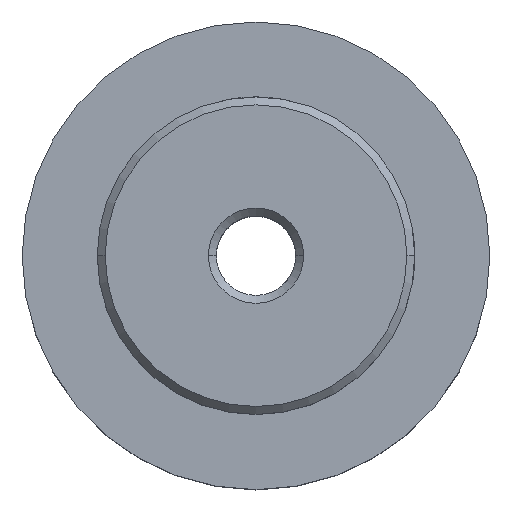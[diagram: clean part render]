
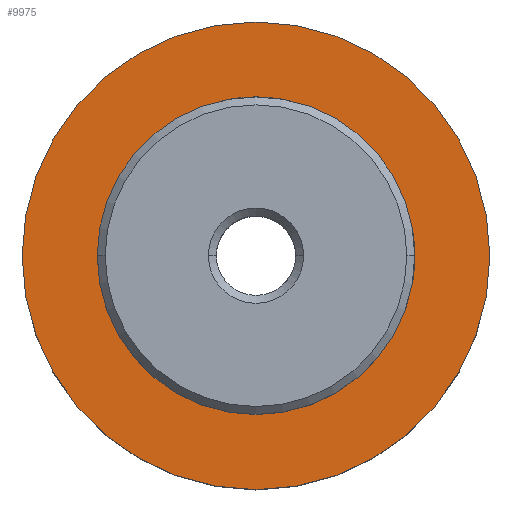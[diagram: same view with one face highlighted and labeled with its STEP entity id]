
A CAD part, top view. The second image highlights one B-rep face of the part: STEP entity #9975.
In plain terms, the highlighted planar face has unit normal (0, 0, 1).
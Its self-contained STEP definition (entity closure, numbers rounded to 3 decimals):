
#61 = AXIS2_PLACEMENT_3D ( 'NONE', #5743, #3290, #5710 ) ;
#425 = AXIS2_PLACEMENT_3D ( 'NONE', #7612, #3543, #5834 ) ;
#996 = DIRECTION ( 'NONE',  ( 1., 0., 0. ) ) ;
#1041 = AXIS2_PLACEMENT_3D ( 'NONE', #2399, #7180, #7328 ) ;
#1108 = AXIS2_PLACEMENT_3D ( 'NONE', #6851, #7822, #1240 ) ;
#1240 = DIRECTION ( 'NONE',  ( 1., 0., 0. ) ) ;
#2399 = CARTESIAN_POINT ( 'NONE',  ( 0., -12.7, 2.88 ) ) ;
#2627 = VERTEX_POINT ( 'NONE', #5456 ) ;
#3047 = CARTESIAN_POINT ( 'NONE',  ( 18.707, 0., 2.88 ) ) ;
#3290 = DIRECTION ( 'NONE',  ( 0., 0., 1. ) ) ;
#3367 = VERTEX_POINT ( 'NONE', #9889 ) ;
#3386 = EDGE_LOOP ( 'NONE', ( #5923, #3460 ) ) ;
#3460 = ORIENTED_EDGE ( 'NONE', *, *, #7922, .T. ) ;
#3543 = DIRECTION ( 'NONE',  ( 0., 0., 1. ) ) ;
#3568 = AXIS2_PLACEMENT_3D ( 'NONE', #5947, #6796, #996 ) ;
#4151 = ORIENTED_EDGE ( 'NONE', *, *, #5341, .F. ) ;
#5090 = FACE_OUTER_BOUND ( 'NONE', #3386, .T. ) ;
#5341 = EDGE_CURVE ( 'NONE', #2627, #3367, #8952, .T. ) ;
#5456 = CARTESIAN_POINT ( 'NONE',  ( -12.7, 0., 2.88 ) ) ;
#5710 = DIRECTION ( 'NONE',  ( 1., 0., 0. ) ) ;
#5743 = CARTESIAN_POINT ( 'NONE',  ( 0., 0., 2.88 ) ) ;
#5834 = DIRECTION ( 'NONE',  ( 1., 0., 0. ) ) ;
#5884 = VERTEX_POINT ( 'NONE', #10515 ) ;
#5885 = CIRCLE ( 'NONE', #1108, 12.7 ) ;
#5923 = ORIENTED_EDGE ( 'NONE', *, *, #7985, .T. ) ;
#5947 = CARTESIAN_POINT ( 'NONE',  ( 0., 0., 2.88 ) ) ;
#6079 = EDGE_CURVE ( 'NONE', #3367, #2627, #5885, .T. ) ;
#6238 = VERTEX_POINT ( 'NONE', #3047 ) ;
#6467 = PLANE ( 'NONE',  #1041 ) ;
#6796 = DIRECTION ( 'NONE',  ( 0., 0., 1. ) ) ;
#6851 = CARTESIAN_POINT ( 'NONE',  ( 0., 0., 2.88 ) ) ;
#7010 = FACE_BOUND ( 'NONE', #7323, .T. ) ;
#7180 = DIRECTION ( 'NONE',  ( 0., 0., -1. ) ) ;
#7323 = EDGE_LOOP ( 'NONE', ( #8463, #4151 ) ) ;
#7328 = DIRECTION ( 'NONE',  ( -1., 0., 0. ) ) ;
#7612 = CARTESIAN_POINT ( 'NONE',  ( 0., 0., 2.88 ) ) ;
#7822 = DIRECTION ( 'NONE',  ( 0., 0., 1. ) ) ;
#7922 = EDGE_CURVE ( 'NONE', #5884, #6238, #10337, .T. ) ;
#7985 = EDGE_CURVE ( 'NONE', #6238, #5884, #8563, .T. ) ;
#8463 = ORIENTED_EDGE ( 'NONE', *, *, #6079, .F. ) ;
#8563 = CIRCLE ( 'NONE', #3568, 18.707 ) ;
#8952 = CIRCLE ( 'NONE', #61, 12.7 ) ;
#9889 = CARTESIAN_POINT ( 'NONE',  ( 12.7, 0., 2.88 ) ) ;
#9975 = ADVANCED_FACE ( 'NONE', ( #7010, #5090 ), #6467, .F. ) ;
#10337 = CIRCLE ( 'NONE', #425, 18.707 ) ;
#10515 = CARTESIAN_POINT ( 'NONE',  ( -18.707, 0., 2.88 ) ) ;
